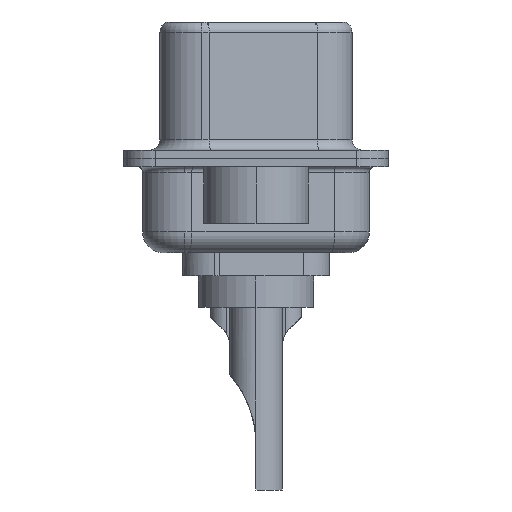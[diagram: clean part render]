
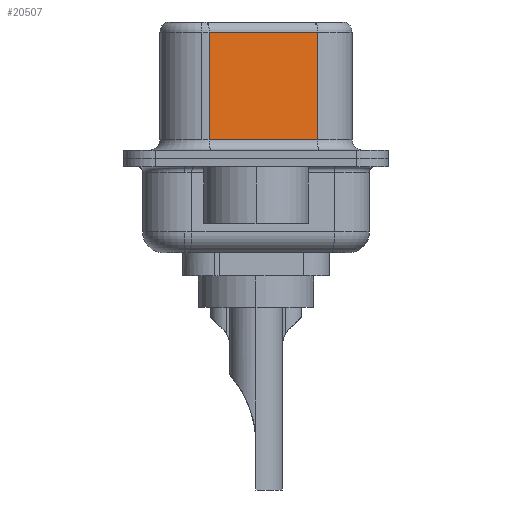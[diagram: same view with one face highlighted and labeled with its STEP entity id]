
A CAD part, left-side view. The second image highlights one B-rep face of the part: STEP entity #20507.
In plain terms, the highlighted planar face has unit normal (-0.985, -0.174, 0).
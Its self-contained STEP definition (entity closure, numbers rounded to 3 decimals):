
#707 = CARTESIAN_POINT ( 'NONE',  ( 4.58, -2.927, 6.52 ) ) ;
#959 = LINE ( 'NONE', #1270, #14916 ) ;
#1270 = CARTESIAN_POINT ( 'NONE',  ( 4.58, -2.927, 0.9 ) ) ;
#1405 = EDGE_CURVE ( 'NONE', #8345, #4121, #9170, .T. ) ;
#2099 = ORIENTED_EDGE ( 'NONE', *, *, #9284, .F. ) ;
#2268 = VECTOR ( 'NONE', #17325, 1000. ) ;
#3386 = EDGE_LOOP ( 'NONE', ( #2099, #5772, #13480, #13300 ) ) ;
#3774 = CARTESIAN_POINT ( 'NONE',  ( 3.67, 2.233, 6.52 ) ) ;
#4055 = PLANE ( 'NONE',  #7119 ) ;
#4121 = VERTEX_POINT ( 'NONE', #16394 ) ;
#5012 = EDGE_CURVE ( 'NONE', #15454, #8345, #20226, .T. ) ;
#5471 = CARTESIAN_POINT ( 'NONE',  ( 4.58, -2.927, 6.02 ) ) ;
#5772 = ORIENTED_EDGE ( 'NONE', *, *, #5012, .T. ) ;
#6387 = CARTESIAN_POINT ( 'NONE',  ( 4.58, -2.927, 6.02 ) ) ;
#6518 = CARTESIAN_POINT ( 'NONE',  ( 3.67, 2.233, 6.02 ) ) ;
#7119 = AXIS2_PLACEMENT_3D ( 'NONE', #707, #19271, #9109 ) ;
#8345 = VERTEX_POINT ( 'NONE', #6518 ) ;
#8718 = FACE_OUTER_BOUND ( 'NONE', #3386, .T. ) ;
#9109 = DIRECTION ( 'NONE',  ( -0.174, 0.985, 0. ) ) ;
#9170 = LINE ( 'NONE', #3774, #17136 ) ;
#9284 = EDGE_CURVE ( 'NONE', #15454, #12876, #14665, .T. ) ;
#9538 = EDGE_CURVE ( 'NONE', #4121, #12876, #959, .T. ) ;
#12143 = DIRECTION ( 'NONE',  ( 0., 0., -1. ) ) ;
#12876 = VERTEX_POINT ( 'NONE', #18191 ) ;
#13300 = ORIENTED_EDGE ( 'NONE', *, *, #9538, .T. ) ;
#13480 = ORIENTED_EDGE ( 'NONE', *, *, #1405, .T. ) ;
#14128 = VECTOR ( 'NONE', #15772, 1000. ) ;
#14665 = LINE ( 'NONE', #19108, #14128 ) ;
#14916 = VECTOR ( 'NONE', #21444, 1000. ) ;
#15454 = VERTEX_POINT ( 'NONE', #6387 ) ;
#15772 = DIRECTION ( 'NONE',  ( 0., 0., -1. ) ) ;
#16394 = CARTESIAN_POINT ( 'NONE',  ( 3.67, 2.233, 0.9 ) ) ;
#17136 = VECTOR ( 'NONE', #12143, 1000. ) ;
#17325 = DIRECTION ( 'NONE',  ( -0.174, 0.985, 0. ) ) ;
#18191 = CARTESIAN_POINT ( 'NONE',  ( 4.58, -2.927, 0.9 ) ) ;
#19108 = CARTESIAN_POINT ( 'NONE',  ( 4.58, -2.927, 6.52 ) ) ;
#19271 = DIRECTION ( 'NONE',  ( 0.985, 0.174, 0. ) ) ;
#20226 = LINE ( 'NONE', #5471, #2268 ) ;
#20507 = ADVANCED_FACE ( 'NONE', ( #8718 ), #4055, .F. ) ;
#21444 = DIRECTION ( 'NONE',  ( 0.174, -0.985, 0. ) ) ;
